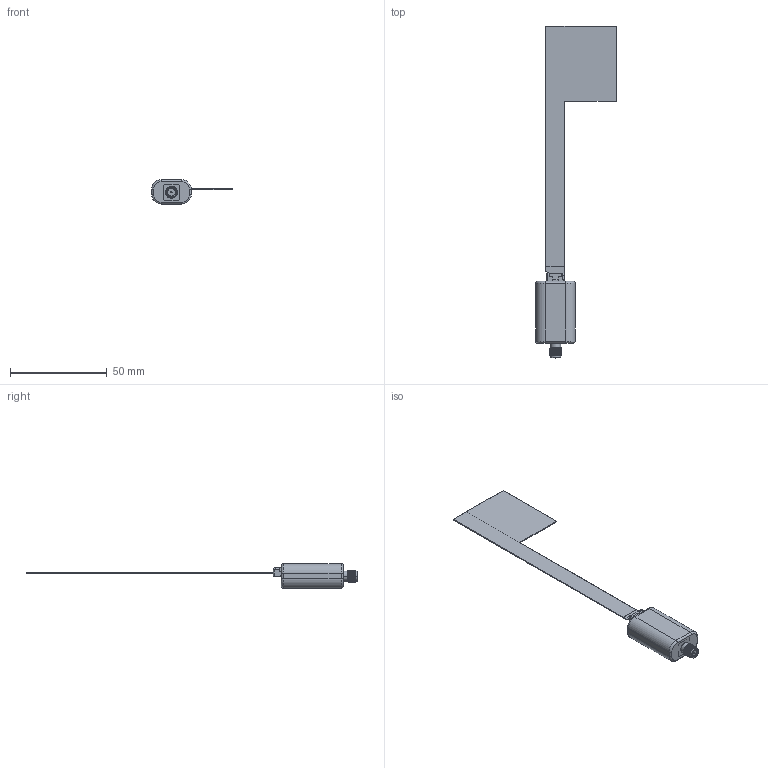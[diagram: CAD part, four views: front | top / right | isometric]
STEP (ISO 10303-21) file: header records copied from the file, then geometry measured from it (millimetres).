
FILE_DESCRIPTION (( 'STEP AP214' ), '1' );
FILE_NAME ('TFX125.B.STEP', '2024-09-26T08:34:23', ( '' ), ( '' ), 'SwSTEP 2.0', 'SolidWorks 2022', '' );
FILE_SCHEMA (( 'AUTOMOTIVE_DESIGN' ));
Length unit declared in the file: inch
Products named in the file (1): TFX125.B
Bounding box: 41.8 x 172.01 x 12.84 mm (x, y, z)
Volume: 9323.6 mm3; surface area: 18047.2 mm2
Topology: 11 solids, 11 shells, 506 faces, 2563 edges, 2184 vertices
Faces by surface type: plane 384, cylinder 101, torus 10, cone 8, bspline 3
Entity records: 37889 total; most frequent: CARTESIAN_POINT 11509, ORIENTED_EDGE 5126, DIRECTION 2835, EDGE_CURVE 2563, VERTEX_POINT 2184, VECTOR 1439, LINE 1439, B_SPLINE_CURVE_WITH_KNOTS 895
